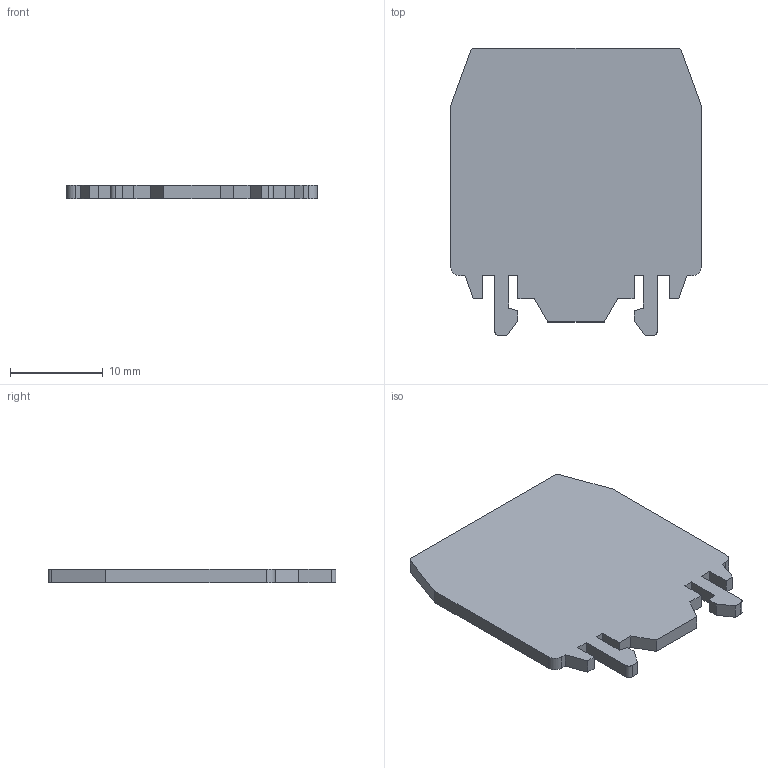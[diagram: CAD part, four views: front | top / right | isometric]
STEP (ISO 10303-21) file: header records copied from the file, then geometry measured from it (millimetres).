
FILE_DESCRIPTION(('CoCreate Modeling STEP Export'),'2;1');
FILE_NAME('RFN_PT.stp','2008-11-26T11:21:31',(''),(''),'CoCreate Modeling STEP processor for AP214 (Solid Model)','CoCreate Modeling 16.00A 16-Aug-2008 (C) Parametric Technology GmbH','');
FILE_SCHEMA(('AUTOMOTIVE_DESIGN { 1 0 10303 214 1 1 1 1 }'));
Length unit declared in the file: millimetre
Products named in the file (2): RFN_PT
Assembly tree (1 placements, depth 2):
  RFN_PT
    RFN_PT
Bounding box: 27 x 31 x 1.5 mm (x, y, z)
Volume: 1091.5 mm3; surface area: 1668.4 mm2
Topology: 1 solids, 1 shells, 44 faces, 126 edges, 84 vertices
Faces by surface type: plane 38, cylinder 6
Entity records: 1467 total; most frequent: CARTESIAN_POINT 256, ORIENTED_EDGE 252, DIRECTION 230, EDGE_CURVE 126, VECTOR 114, LINE 114, VERTEX_POINT 84, AXIS2_PLACEMENT_3D 58
